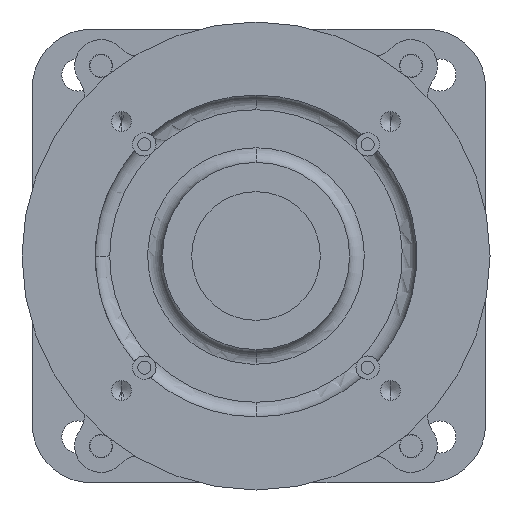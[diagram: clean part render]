
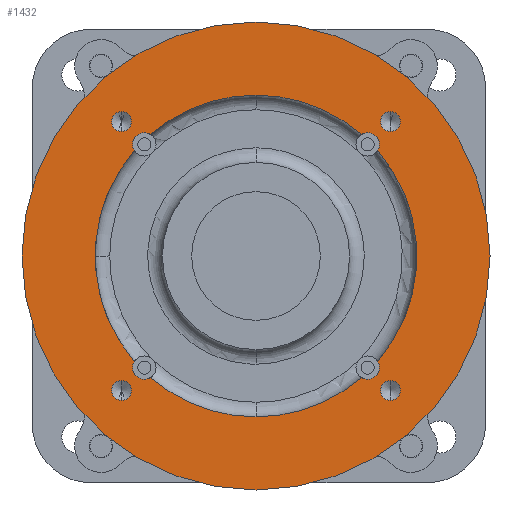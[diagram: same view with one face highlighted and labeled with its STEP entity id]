
A CAD part, left-side view. The second image highlights one B-rep face of the part: STEP entity #1432.
In plain terms, the highlighted planar face has unit normal (-1, 0, 0).
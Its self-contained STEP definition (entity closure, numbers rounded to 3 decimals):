
#1432=ADVANCED_FACE('0:3055',(#2908,#2909,#2910,#2911,#2912,#2913),#2914,.F.);
#2908=FACE_OUTER_BOUND('',#5596,.T.);
#2909=FACE_BOUND('',#5597,.T.);
#2910=FACE_BOUND('',#5598,.T.);
#2911=FACE_BOUND('',#5599,.T.);
#2912=FACE_BOUND('',#5600,.T.);
#2913=FACE_BOUND('',#5601,.T.);
#2914=PLANE('',#5602);
#5596=EDGE_LOOP('',(#9512,#9513));
#5597=EDGE_LOOP('',(#9514,#9515));
#5598=EDGE_LOOP('',(#9516,#9517));
#5599=EDGE_LOOP('',(#9518,#9519,#9520,#9521,#9522,#9523,#9524,#9525,#9526,#9527,#9528,#9529,#9530,#9531));
#5600=EDGE_LOOP('',(#9532,#9533));
#5601=EDGE_LOOP('',(#9534,#9535));
#5602=AXIS2_PLACEMENT_3D('',#9536,#9537,#9538);
#9512=ORIENTED_EDGE('',*,*,#10961,.F.);
#9513=ORIENTED_EDGE('',*,*,#11255,.F.);
#9514=ORIENTED_EDGE('',*,*,#10895,.F.);
#9515=ORIENTED_EDGE('',*,*,#11269,.F.);
#9516=ORIENTED_EDGE('',*,*,#10891,.F.);
#9517=ORIENTED_EDGE('',*,*,#11270,.F.);
#9518=ORIENTED_EDGE('',*,*,#10956,.T.);
#9519=ORIENTED_EDGE('',*,*,#11257,.T.);
#9520=ORIENTED_EDGE('',*,*,#10908,.F.);
#9521=ORIENTED_EDGE('',*,*,#11271,.F.);
#9522=ORIENTED_EDGE('',*,*,#10927,.T.);
#9523=ORIENTED_EDGE('',*,*,#11267,.T.);
#9524=ORIENTED_EDGE('',*,*,#11272,.F.);
#9525=ORIENTED_EDGE('',*,*,#11261,.T.);
#9526=ORIENTED_EDGE('',*,*,#10936,.T.);
#9527=ORIENTED_EDGE('',*,*,#11273,.F.);
#9528=ORIENTED_EDGE('',*,*,#10905,.F.);
#9529=ORIENTED_EDGE('',*,*,#10943,.T.);
#9530=ORIENTED_EDGE('',*,*,#10949,.T.);
#9531=ORIENTED_EDGE('',*,*,#11274,.F.);
#9532=ORIENTED_EDGE('',*,*,#10887,.F.);
#9533=ORIENTED_EDGE('',*,*,#11275,.F.);
#9534=ORIENTED_EDGE('',*,*,#10883,.F.);
#9535=ORIENTED_EDGE('',*,*,#11276,.F.);
#9536=CARTESIAN_POINT('',(0.,-55.0,0.0));
#9537=DIRECTION('',(1.0,-0.0,0.0));
#9538=DIRECTION('',(0.0,1.0,-0.0));
#10883=EDGE_CURVE('0:3562',#13033,#13035,#13036,.T.);
#10887=EDGE_CURVE('0:3559',#13039,#13041,#13042,.T.);
#10891=EDGE_CURVE('0:3544',#13045,#13047,#13048,.T.);
#10895=EDGE_CURVE('0:3541',#13051,#13053,#13054,.T.);
#10905=EDGE_CURVE('0:3553',#13068,#13066,#13070,.T.);
#10908=EDGE_CURVE('',#13072,#13075,#13076,.T.);
#10927=EDGE_CURVE('0:3535',#13107,#13104,#13108,.T.);
#10936=EDGE_CURVE('',#13115,#13121,#13123,.T.);
#10943=EDGE_CURVE('0:3505',#13068,#13132,#13134,.T.);
#10949=EDGE_CURVE('',#13132,#13142,#13144,.T.);
#10956=EDGE_CURVE('0:3490',#13154,#13151,#13155,.T.);
#10961=EDGE_CURVE('0:3478',#13159,#13162,#13163,.T.);
#11255=EDGE_CURVE('',#13162,#13159,#13573,.T.);
#11257=EDGE_CURVE('',#13151,#13075,#13575,.T.);
#11261=EDGE_CURVE('0:3520',#13579,#13115,#13580,.T.);
#11267=EDGE_CURVE('',#13104,#13587,#13589,.T.);
#11269=EDGE_CURVE('',#13053,#13051,#13591,.T.);
#11270=EDGE_CURVE('',#13047,#13045,#13592,.T.);
#11271=EDGE_CURVE('0:3547',#13107,#13072,#13593,.T.);
#11272=EDGE_CURVE('0:3550',#13579,#13587,#13594,.T.);
#11273=EDGE_CURVE('',#13066,#13121,#13595,.T.);
#11274=EDGE_CURVE('0:3556',#13154,#13142,#13596,.T.);
#11275=EDGE_CURVE('',#13041,#13039,#13597,.T.);
#11276=EDGE_CURVE('',#13035,#13033,#13598,.T.);
#13033=VERTEX_POINT('NONE',#16745);
#13035=VERTEX_POINT('',#16748);
#13036=CIRCLE('',#16749,3.4);
#13039=VERTEX_POINT('NONE',#16753);
#13041=VERTEX_POINT('',#16756);
#13042=CIRCLE('',#16757,3.4);
#13045=VERTEX_POINT('NONE',#16761);
#13047=VERTEX_POINT('',#16764);
#13048=CIRCLE('',#16765,3.4);
#13051=VERTEX_POINT('NONE',#16769);
#13053=VERTEX_POINT('',#16772);
#13054=CIRCLE('',#16773,3.4);
#13066=VERTEX_POINT('',#16873);
#13068=VERTEX_POINT('NONE',#16876);
#13070=CIRCLE('',#16879,55.0);
#13072=VERTEX_POINT('',#16881);
#13075=VERTEX_POINT('NONE',#16885);
#13076=CIRCLE('',#16886,55.0);
#13104=VERTEX_POINT('',#17152);
#13107=VERTEX_POINT('NONE',#17156);
#13108=CIRCLE('',#17157,4.0);
#13115=VERTEX_POINT('',#17192);
#13121=VERTEX_POINT('NONE',#17230);
#13123=CIRCLE('',#17233,4.0);
#13132=VERTEX_POINT('',#17270);
#13134=CIRCLE('',#17273,4.0);
#13142=VERTEX_POINT('NONE',#17313);
#13144=CIRCLE('',#17316,4.0);
#13151=VERTEX_POINT('',#17324);
#13154=VERTEX_POINT('NONE',#17328);
#13155=CIRCLE('',#17329,4.0);
#13159=VERTEX_POINT('NONE',#17334);
#13162=VERTEX_POINT('',#17338);
#13163=CIRCLE('',#17339,80.0);
#13573=CIRCLE('',#21226,80.0);
#13575=CIRCLE('',#21228,4.0);
#13579=VERTEX_POINT('NONE',#21263);
#13580=CIRCLE('',#21264,4.0);
#13587=VERTEX_POINT('NONE',#21330);
#13589=CIRCLE('',#21333,4.0);
#13591=CIRCLE('',#21335,3.4);
#13592=CIRCLE('',#21336,3.4);
#13593=CIRCLE('',#21337,55.0);
#13594=CIRCLE('',#21338,55.0);
#13595=CIRCLE('',#21339,55.0);
#13596=CIRCLE('',#21340,55.0);
#13597=CIRCLE('',#21341,3.4);
#13598=CIRCLE('',#21342,3.4);
#16745=CARTESIAN_POINT('',(0.,45.962,-42.562));
#16748=CARTESIAN_POINT('',(0.0,45.962,-49.362));
#16749=AXIS2_PLACEMENT_3D('',#23327,#23328,#23329);
#16753=CARTESIAN_POINT('',(0.,-45.962,49.362));
#16756=CARTESIAN_POINT('',(0.0,-45.962,42.562));
#16757=AXIS2_PLACEMENT_3D('',#23332,#23333,#23334);
#16761=CARTESIAN_POINT('',(0.,45.962,49.362));
#16764=CARTESIAN_POINT('',(0.0,45.962,42.562));
#16765=AXIS2_PLACEMENT_3D('',#23337,#23338,#23339);
#16769=CARTESIAN_POINT('',(0.,-45.962,-42.562));
#16772=CARTESIAN_POINT('',(0.0,-45.962,-49.362));
#16773=AXIS2_PLACEMENT_3D('',#23342,#23343,#23344);
#16873=CARTESIAN_POINT('',(0.,0.,-55.0));
#16876=CARTESIAN_POINT('',(0.,36.031,-41.555));
#16879=AXIS2_PLACEMENT_3D('',#23354,#23355,#23356);
#16881=CARTESIAN_POINT('',(0.0,0.,55.0));
#16885=CARTESIAN_POINT('',(0.,36.031,41.555));
#16886=AXIS2_PLACEMENT_3D('',#23358,#23359,#23360);
#17152=CARTESIAN_POINT('',(0.0,-38.184,42.184));
#17156=CARTESIAN_POINT('',(0.,-36.031,41.555));
#17157=AXIS2_PLACEMENT_3D('',#23379,#23380,#23381);
#17192=CARTESIAN_POINT('',(0.,-38.184,-42.184));
#17230=CARTESIAN_POINT('',(0.,-36.031,-41.555));
#17233=AXIS2_PLACEMENT_3D('',#23391,#23392,#23393);
#17270=CARTESIAN_POINT('',(0.0,38.184,-42.184));
#17273=AXIS2_PLACEMENT_3D('',#23399,#23400,#23401);
#17313=CARTESIAN_POINT('',(0.,41.555,-36.031));
#17316=AXIS2_PLACEMENT_3D('',#23407,#23408,#23409);
#17324=CARTESIAN_POINT('',(0.,38.184,42.184));
#17328=CARTESIAN_POINT('',(0.,41.555,36.031));
#17329=AXIS2_PLACEMENT_3D('',#23418,#23419,#23420);
#17334=CARTESIAN_POINT('',(0.,0.0,-80.0));
#17338=CARTESIAN_POINT('',(0.,0.,80.0));
#17339=AXIS2_PLACEMENT_3D('',#23426,#23427,#23428);
#21226=AXIS2_PLACEMENT_3D('',#23851,#23852,#23853);
#21228=AXIS2_PLACEMENT_3D('',#23854,#23855,#23856);
#21263=CARTESIAN_POINT('',(0.,-41.555,-36.031));
#21264=AXIS2_PLACEMENT_3D('',#23857,#23858,#23859);
#21330=CARTESIAN_POINT('',(0.,-41.555,36.031));
#21333=AXIS2_PLACEMENT_3D('',#23862,#23863,#23864);
#21335=AXIS2_PLACEMENT_3D('',#23865,#23866,#23867);
#21336=AXIS2_PLACEMENT_3D('',#23868,#23869,#23870);
#21337=AXIS2_PLACEMENT_3D('',#23871,#23872,#23873);
#21338=AXIS2_PLACEMENT_3D('',#23874,#23875,#23876);
#21339=AXIS2_PLACEMENT_3D('',#23877,#23878,#23879);
#21340=AXIS2_PLACEMENT_3D('',#23880,#23881,#23882);
#21341=AXIS2_PLACEMENT_3D('',#23883,#23884,#23885);
#21342=AXIS2_PLACEMENT_3D('',#23886,#23887,#23888);
#23327=CARTESIAN_POINT('',(0.,45.962,-45.962));
#23328=DIRECTION('',(-1.0,0.0,0.0));
#23329=DIRECTION('',(0.0,0.0,1.0));
#23332=CARTESIAN_POINT('',(0.,-45.962,45.962));
#23333=DIRECTION('',(-1.0,0.0,0.0));
#23334=DIRECTION('',(0.0,0.0,1.0));
#23337=CARTESIAN_POINT('',(0.,45.962,45.962));
#23338=DIRECTION('',(-1.0,0.0,0.0));
#23339=DIRECTION('',(0.0,0.0,1.0));
#23342=CARTESIAN_POINT('',(0.,-45.962,-45.962));
#23343=DIRECTION('',(-1.0,0.0,0.0));
#23344=DIRECTION('',(0.0,0.0,1.0));
#23354=CARTESIAN_POINT('',(0.,0.0,0.0));
#23355=DIRECTION('',(-1.0,0.0,0.0));
#23356=DIRECTION('',(0.0,0.0,-1.0));
#23358=CARTESIAN_POINT('',(0.,0.0,0.0));
#23359=DIRECTION('',(-1.0,0.0,0.0));
#23360=DIRECTION('',(0.0,0.0,-1.0));
#23379=CARTESIAN_POINT('',(0.,-38.184,38.184));
#23380=DIRECTION('',(1.0,0.0,-0.0));
#23381=DIRECTION('',(0.0,0.,1.0));
#23391=CARTESIAN_POINT('',(0.,-38.184,-38.184));
#23392=DIRECTION('',(1.0,0.0,0.0));
#23393=DIRECTION('',(0.0,0.,1.0));
#23399=CARTESIAN_POINT('',(0.,38.184,-38.184));
#23400=DIRECTION('',(1.0,0.0,-0.0));
#23401=DIRECTION('',(0.0,0.0,1.0));
#23407=CARTESIAN_POINT('',(0.,38.184,-38.184));
#23408=DIRECTION('',(1.0,0.0,-0.0));
#23409=DIRECTION('',(0.0,0.0,1.0));
#23418=CARTESIAN_POINT('',(0.,38.184,38.184));
#23419=DIRECTION('',(1.0,0.0,0.0));
#23420=DIRECTION('',(0.0,0.,1.0));
#23426=CARTESIAN_POINT('',(0.,0.0,0.0));
#23427=DIRECTION('',(1.0,-0.0,0.0));
#23428=DIRECTION('',(0.0,0.0,-1.0));
#23851=CARTESIAN_POINT('',(0.,0.0,0.0));
#23852=DIRECTION('',(1.0,-0.0,0.0));
#23853=DIRECTION('',(0.0,0.0,-1.0));
#23854=CARTESIAN_POINT('',(0.,38.184,38.184));
#23855=DIRECTION('',(1.0,0.0,0.0));
#23856=DIRECTION('',(0.0,0.,1.0));
#23857=CARTESIAN_POINT('',(0.,-38.184,-38.184));
#23858=DIRECTION('',(1.0,0.0,0.0));
#23859=DIRECTION('',(0.0,0.,1.0));
#23862=CARTESIAN_POINT('',(0.,-38.184,38.184));
#23863=DIRECTION('',(1.0,0.0,-0.0));
#23864=DIRECTION('',(0.0,0.,1.0));
#23865=CARTESIAN_POINT('',(0.,-45.962,-45.962));
#23866=DIRECTION('',(-1.0,0.0,0.0));
#23867=DIRECTION('',(0.0,0.0,1.0));
#23868=CARTESIAN_POINT('',(0.,45.962,45.962));
#23869=DIRECTION('',(-1.0,0.0,0.0));
#23870=DIRECTION('',(0.0,0.0,1.0));
#23871=CARTESIAN_POINT('',(0.,0.0,0.0));
#23872=DIRECTION('',(-1.0,0.0,0.0));
#23873=DIRECTION('',(0.0,0.0,-1.0));
#23874=CARTESIAN_POINT('',(0.,0.0,0.0));
#23875=DIRECTION('',(-1.0,0.0,0.0));
#23876=DIRECTION('',(0.0,0.0,-1.0));
#23877=CARTESIAN_POINT('',(0.,0.0,0.0));
#23878=DIRECTION('',(-1.0,0.0,0.0));
#23879=DIRECTION('',(0.0,0.0,-1.0));
#23880=CARTESIAN_POINT('',(0.,0.0,0.0));
#23881=DIRECTION('',(-1.0,0.0,0.0));
#23882=DIRECTION('',(0.0,0.0,-1.0));
#23883=CARTESIAN_POINT('',(0.,-45.962,45.962));
#23884=DIRECTION('',(-1.0,0.0,0.0));
#23885=DIRECTION('',(0.0,0.0,1.0));
#23886=CARTESIAN_POINT('',(0.,45.962,-45.962));
#23887=DIRECTION('',(-1.0,0.0,0.0));
#23888=DIRECTION('',(0.0,0.0,1.0));
